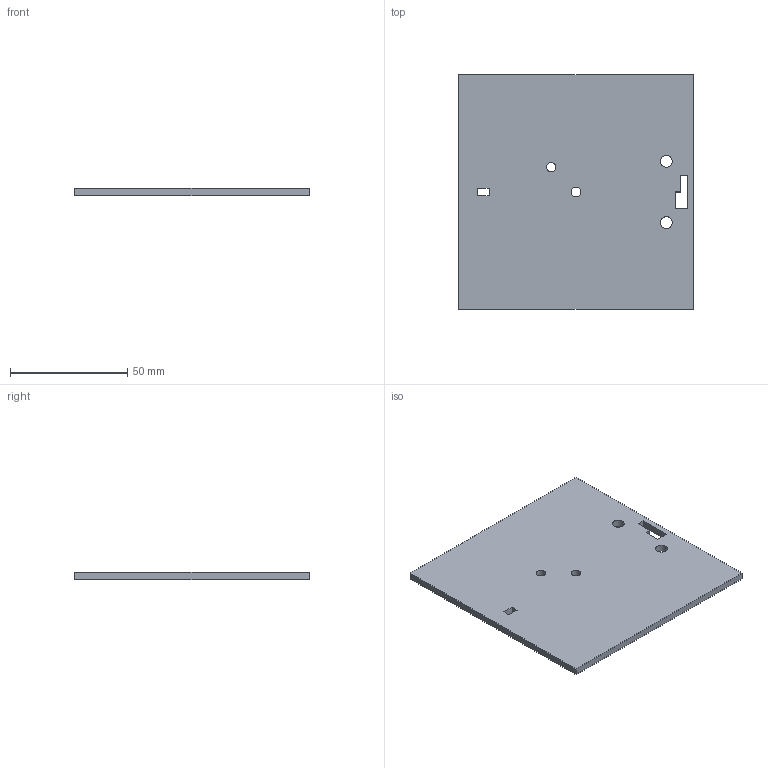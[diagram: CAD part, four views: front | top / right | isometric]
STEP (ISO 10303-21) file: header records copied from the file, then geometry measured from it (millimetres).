
FILE_DESCRIPTION( ( '' ), ' ' );
FILE_NAME( '5d68e2bf3ddfed163852b8ae.step', '2019-08-30T08:48:00', ( '' ), ( '' ), ' ', ' ', ' ' );
FILE_SCHEMA( ( 'AUTOMOTIVE_DESIGN { 1 0 10303 214 1 1 1 1 }' ) );
Length unit declared in the file: metre
Products named in the file (1): Part 1
Bounding box: 100 x 100 x 3 mm (x, y, z)
Volume: 29587.5 mm3; surface area: 21258.4 mm2
Topology: 1 solids, 1 shells, 20 faces, 54 edges, 36 vertices
Faces by surface type: plane 16, cylinder 4
Full cylindrical faces by diameter (mm): 4 x2, 5 x2
Entity records: 806 total; most frequent: CARTESIAN_POINT 107, DIRECTION 100, ORIENTED_EDGE 100, EDGE_CURVE 50, LINE 42, VECTOR 42, EDGE_LOOP 36, VERTEX_POINT 36
